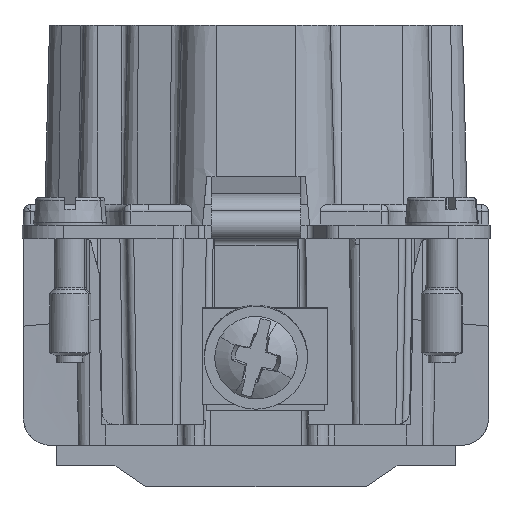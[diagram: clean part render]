
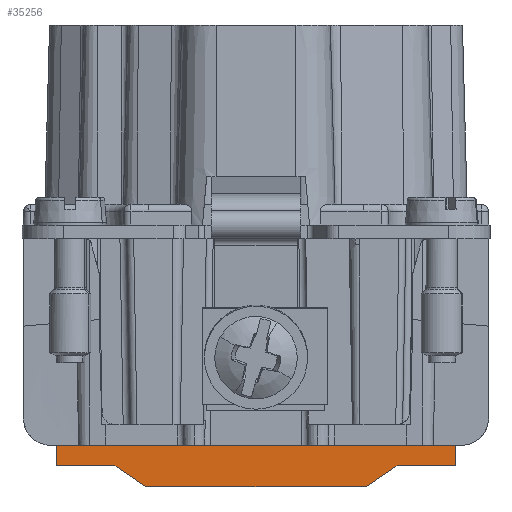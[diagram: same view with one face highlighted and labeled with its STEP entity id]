
A CAD part, front view. The second image highlights one B-rep face of the part: STEP entity #35256.
In plain terms, the highlighted planar face has unit normal (0, -1, 0).
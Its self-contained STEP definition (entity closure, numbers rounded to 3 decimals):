
#35064=AXIS2_PLACEMENT_3D('Circle Axis2P3D',#35062,#35063,$) ;
#35129=AXIS2_PLACEMENT_3D('Plane Axis2P3D',#35126,#35127,#35128) ;
#35140=AXIS2_PLACEMENT_3D('Circle Axis2P3D',#35138,#35139,$) ;
#35168=AXIS2_PLACEMENT_3D('Circle Axis2P3D',#35166,#35167,$) ;
#35224=AXIS2_PLACEMENT_3D('Circle Axis2P3D',#35222,#35223,$) ;
#29575=CARTESIAN_POINT('Vertex',(3.778,15.25,4.)) ;
#29590=CARTESIAN_POINT('Line Origine',(17.,15.25,4.)) ;
#29594=CARTESIAN_POINT('Vertex',(30.222,15.25,4.)) ;
#34395=CARTESIAN_POINT('Vertex',(32.371,15.25,13.1)) ;
#34398=CARTESIAN_POINT('Line Origine',(32.946,15.25,13.1)) ;
#34402=CARTESIAN_POINT('Vertex',(33.521,15.25,13.1)) ;
#35042=CARTESIAN_POINT('Line Origine',(30.297,15.25,4.)) ;
#35046=CARTESIAN_POINT('Vertex',(30.371,15.25,4.)) ;
#35062=CARTESIAN_POINT('Axis2P3D Location',(30.371,15.25,6.)) ;
#35066=CARTESIAN_POINT('Vertex',(32.371,15.25,6.)) ;
#35082=CARTESIAN_POINT('Line Origine',(32.371,15.25,9.55)) ;
#35126=CARTESIAN_POINT('Axis2P3D Location',(10.75,15.25,14.5)) ;
#35131=CARTESIAN_POINT('Line Origine',(3.703,15.25,4.)) ;
#35135=CARTESIAN_POINT('Vertex',(3.629,15.25,4.)) ;
#35138=CARTESIAN_POINT('Axis2P3D Location',(3.629,15.25,6.)) ;
#35142=CARTESIAN_POINT('Vertex',(1.629,15.25,6.)) ;
#35145=CARTESIAN_POINT('Line Origine',(1.629,15.25,9.55)) ;
#35149=CARTESIAN_POINT('Vertex',(1.629,15.25,13.1)) ;
#35152=CARTESIAN_POINT('Line Origine',(1.054,15.25,13.1)) ;
#35156=CARTESIAN_POINT('Vertex',(0.479,15.25,13.1)) ;
#35159=CARTESIAN_POINT('Line Origine',(0.479,15.25,9.483)) ;
#35163=CARTESIAN_POINT('Vertex',(0.479,15.25,5.866)) ;
#35166=CARTESIAN_POINT('Axis2P3D Location',(3.479,15.25,5.866)) ;
#35170=CARTESIAN_POINT('Vertex',(2.5,15.25,3.03)) ;
#35173=CARTESIAN_POINT('Line Origine',(2.5,15.25,2.265)) ;
#35177=CARTESIAN_POINT('Vertex',(2.5,15.25,1.5)) ;
#35180=CARTESIAN_POINT('Line Origine',(4.628,15.25,1.5)) ;
#35184=CARTESIAN_POINT('Vertex',(6.756,15.25,1.5)) ;
#35187=CARTESIAN_POINT('Line Origine',(7.878,15.25,0.75)) ;
#35191=CARTESIAN_POINT('Vertex',(9.,15.25,0.)) ;
#35194=CARTESIAN_POINT('Line Origine',(17.,15.25,0.)) ;
#35198=CARTESIAN_POINT('Vertex',(25.,15.25,0.)) ;
#35201=CARTESIAN_POINT('Line Origine',(26.122,15.25,0.75)) ;
#35205=CARTESIAN_POINT('Vertex',(27.244,15.25,1.5)) ;
#35208=CARTESIAN_POINT('Line Origine',(29.372,15.25,1.5)) ;
#35212=CARTESIAN_POINT('Vertex',(31.5,15.25,1.5)) ;
#35215=CARTESIAN_POINT('Line Origine',(31.5,15.25,2.265)) ;
#35219=CARTESIAN_POINT('Vertex',(31.5,15.25,3.03)) ;
#35222=CARTESIAN_POINT('Axis2P3D Location',(30.521,15.25,5.866)) ;
#35226=CARTESIAN_POINT('Vertex',(33.521,15.25,5.866)) ;
#35229=CARTESIAN_POINT('Line Origine',(33.521,15.25,9.483)) ;
#29591=DIRECTION('Vector Direction',(-1.,0.,0.)) ;
#34399=DIRECTION('Vector Direction',(-1.,0.,0.)) ;
#35043=DIRECTION('Vector Direction',(-1.,0.,0.)) ;
#35063=DIRECTION('Axis2P3D Direction',(0.,1.,0.)) ;
#35083=DIRECTION('Vector Direction',(0.,0.,1.)) ;
#35127=DIRECTION('Axis2P3D Direction',(0.,-1.,0.)) ;
#35128=DIRECTION('Axis2P3D XDirection',(-1.,0.,0.)) ;
#35132=DIRECTION('Vector Direction',(-1.,0.,0.)) ;
#35139=DIRECTION('Axis2P3D Direction',(0.,-1.,0.)) ;
#35146=DIRECTION('Vector Direction',(0.,0.,1.)) ;
#35153=DIRECTION('Vector Direction',(-1.,0.,0.)) ;
#35160=DIRECTION('Vector Direction',(0.,0.,1.)) ;
#35167=DIRECTION('Axis2P3D Direction',(0.,-1.,0.)) ;
#35174=DIRECTION('Vector Direction',(0.,0.,1.)) ;
#35181=DIRECTION('Vector Direction',(-1.,0.,0.)) ;
#35188=DIRECTION('Vector Direction',(0.831,0.,-0.556)) ;
#35195=DIRECTION('Vector Direction',(-1.,0.,0.)) ;
#35202=DIRECTION('Vector Direction',(-0.831,0.,-0.556)) ;
#35209=DIRECTION('Vector Direction',(-1.,0.,0.)) ;
#35216=DIRECTION('Vector Direction',(0.,0.,1.)) ;
#35223=DIRECTION('Axis2P3D Direction',(0.,-1.,0.)) ;
#35230=DIRECTION('Vector Direction',(0.,0.,1.)) ;
#29592=VECTOR('Line Direction',#29591,1.) ;
#34400=VECTOR('Line Direction',#34399,1.) ;
#35044=VECTOR('Line Direction',#35043,1.) ;
#35084=VECTOR('Line Direction',#35083,1.) ;
#35133=VECTOR('Line Direction',#35132,1.) ;
#35147=VECTOR('Line Direction',#35146,1.) ;
#35154=VECTOR('Line Direction',#35153,1.) ;
#35161=VECTOR('Line Direction',#35160,1.) ;
#35175=VECTOR('Line Direction',#35174,1.) ;
#35182=VECTOR('Line Direction',#35181,1.) ;
#35189=VECTOR('Line Direction',#35188,1.) ;
#35196=VECTOR('Line Direction',#35195,1.) ;
#35203=VECTOR('Line Direction',#35202,1.) ;
#35210=VECTOR('Line Direction',#35209,1.) ;
#35217=VECTOR('Line Direction',#35216,1.) ;
#35231=VECTOR('Line Direction',#35230,1.) ;
#35235=ORIENTED_EDGE('',*,*,#35048,.F.) ;
#35236=ORIENTED_EDGE('',*,*,#29596,.F.) ;
#35237=ORIENTED_EDGE('',*,*,#35137,.F.) ;
#35238=ORIENTED_EDGE('',*,*,#35144,.T.) ;
#35239=ORIENTED_EDGE('',*,*,#35151,.T.) ;
#35240=ORIENTED_EDGE('',*,*,#35158,.T.) ;
#35241=ORIENTED_EDGE('',*,*,#35165,.T.) ;
#35242=ORIENTED_EDGE('',*,*,#35172,.T.) ;
#35243=ORIENTED_EDGE('',*,*,#35179,.T.) ;
#35244=ORIENTED_EDGE('',*,*,#35186,.T.) ;
#35245=ORIENTED_EDGE('',*,*,#35193,.T.) ;
#35246=ORIENTED_EDGE('',*,*,#35200,.F.) ;
#35247=ORIENTED_EDGE('',*,*,#35207,.F.) ;
#35248=ORIENTED_EDGE('',*,*,#35214,.F.) ;
#35249=ORIENTED_EDGE('',*,*,#35221,.F.) ;
#35250=ORIENTED_EDGE('',*,*,#35228,.F.) ;
#35251=ORIENTED_EDGE('',*,*,#35233,.F.) ;
#35252=ORIENTED_EDGE('',*,*,#34404,.F.) ;
#35253=ORIENTED_EDGE('',*,*,#35086,.F.) ;
#35254=ORIENTED_EDGE('',*,*,#35068,.F.) ;
#35256=ADVANCED_FACE('Hauptk\X2\00F6\X0\rper',(#35255),#35130,.T.) ;
#35065=CIRCLE('generated circle',#35064,2.) ;
#35141=CIRCLE('generated circle',#35140,2.) ;
#35169=CIRCLE('generated circle',#35168,3.) ;
#35225=CIRCLE('generated circle',#35224,3.) ;
#29596=EDGE_CURVE('',#29576,#29595,#29593,.F.) ;
#34404=EDGE_CURVE('',#34396,#34403,#34401,.F.) ;
#35048=EDGE_CURVE('',#29595,#35047,#35045,.F.) ;
#35068=EDGE_CURVE('',#35047,#35067,#35065,.F.) ;
#35086=EDGE_CURVE('',#35067,#34396,#35085,.T.) ;
#35137=EDGE_CURVE('',#35136,#29576,#35134,.F.) ;
#35144=EDGE_CURVE('',#35136,#35143,#35141,.F.) ;
#35151=EDGE_CURVE('',#35143,#35150,#35148,.T.) ;
#35158=EDGE_CURVE('',#35150,#35157,#35155,.T.) ;
#35165=EDGE_CURVE('',#35157,#35164,#35162,.F.) ;
#35172=EDGE_CURVE('',#35164,#35171,#35169,.T.) ;
#35179=EDGE_CURVE('',#35171,#35178,#35176,.F.) ;
#35186=EDGE_CURVE('',#35178,#35185,#35183,.F.) ;
#35193=EDGE_CURVE('',#35185,#35192,#35190,.T.) ;
#35200=EDGE_CURVE('',#35199,#35192,#35197,.T.) ;
#35207=EDGE_CURVE('',#35206,#35199,#35204,.T.) ;
#35214=EDGE_CURVE('',#35213,#35206,#35211,.T.) ;
#35221=EDGE_CURVE('',#35220,#35213,#35218,.F.) ;
#35228=EDGE_CURVE('',#35227,#35220,#35225,.F.) ;
#35233=EDGE_CURVE('',#34403,#35227,#35232,.F.) ;
#35234=EDGE_LOOP('',(#35235,#35236,#35237,#35238,#35239,#35240,#35241,#35242,#35243,#35244,#35245,#35246,#35247,#35248,#35249,#35250,#35251,#35252,#35253,#35254)) ;
#35255=FACE_OUTER_BOUND('',#35234,.T.) ;
#29593=LINE('Line',#29590,#29592) ;
#34401=LINE('Line',#34398,#34400) ;
#35045=LINE('Line',#35042,#35044) ;
#35085=LINE('Line',#35082,#35084) ;
#35134=LINE('Line',#35131,#35133) ;
#35148=LINE('Line',#35145,#35147) ;
#35155=LINE('Line',#35152,#35154) ;
#35162=LINE('Line',#35159,#35161) ;
#35176=LINE('Line',#35173,#35175) ;
#35183=LINE('Line',#35180,#35182) ;
#35190=LINE('Line',#35187,#35189) ;
#35197=LINE('Line',#35194,#35196) ;
#35204=LINE('Line',#35201,#35203) ;
#35211=LINE('Line',#35208,#35210) ;
#35218=LINE('Line',#35215,#35217) ;
#35232=LINE('Line',#35229,#35231) ;
#35130=PLANE('',#35129) ;
#29576=VERTEX_POINT('',#29575) ;
#29595=VERTEX_POINT('',#29594) ;
#34396=VERTEX_POINT('',#34395) ;
#34403=VERTEX_POINT('',#34402) ;
#35047=VERTEX_POINT('',#35046) ;
#35067=VERTEX_POINT('',#35066) ;
#35136=VERTEX_POINT('',#35135) ;
#35143=VERTEX_POINT('',#35142) ;
#35150=VERTEX_POINT('',#35149) ;
#35157=VERTEX_POINT('',#35156) ;
#35164=VERTEX_POINT('',#35163) ;
#35171=VERTEX_POINT('',#35170) ;
#35178=VERTEX_POINT('',#35177) ;
#35185=VERTEX_POINT('',#35184) ;
#35192=VERTEX_POINT('',#35191) ;
#35199=VERTEX_POINT('',#35198) ;
#35206=VERTEX_POINT('',#35205) ;
#35213=VERTEX_POINT('',#35212) ;
#35220=VERTEX_POINT('',#35219) ;
#35227=VERTEX_POINT('',#35226) ;
